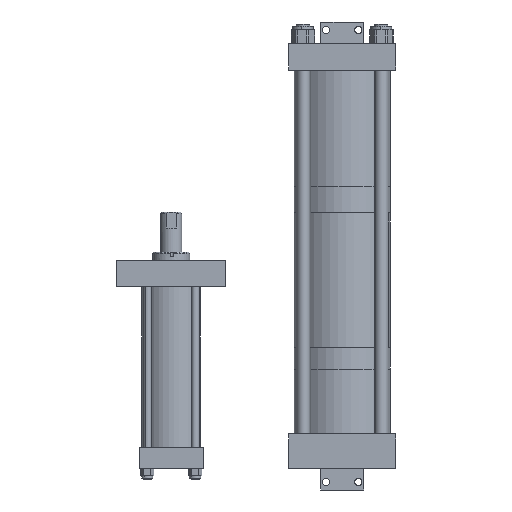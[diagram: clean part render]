
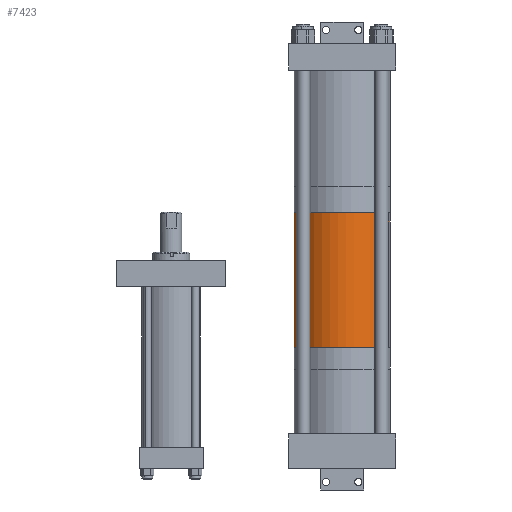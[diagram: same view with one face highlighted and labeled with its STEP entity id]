
A CAD part, front view. The second image highlights one B-rep face of the part: STEP entity #7423.
In plain terms, the highlighted cylindrical face has radius 57.15 mm (diameter 114.3 mm), a partial arc.
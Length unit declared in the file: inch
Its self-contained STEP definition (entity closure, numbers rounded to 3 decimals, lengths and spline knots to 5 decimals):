
#221 = DIRECTION ( 'NONE',  ( 1., 0., 0. ) ) ;
#314 = DIRECTION ( 'NONE',  ( 0., 0., -1. ) ) ;
#601 = DIRECTION ( 'NONE',  ( -1., 0., 0. ) ) ;
#607 = DIRECTION ( 'NONE',  ( 1., 0., 0. ) ) ;
#767 = AXIS2_PLACEMENT_3D ( 'NONE', #6138, #12957, #601 ) ;
#980 = VECTOR ( 'NONE', #314, 39.37008 ) ;
#1335 = CARTESIAN_POINT ( 'NONE',  ( -2.25, 0., 6.302 ) ) ;
#1392 = DIRECTION ( 'NONE',  ( 0., 0., 1. ) ) ;
#1761 = CIRCLE ( 'NONE', #12198, 2.25 ) ;
#2422 = ORIENTED_EDGE ( 'NONE', *, *, #14459, .F. ) ;
#4461 = CIRCLE ( 'NONE', #11210, 2.25 ) ;
#5400 = LINE ( 'NONE', #8440, #8885 ) ;
#5588 = EDGE_CURVE ( 'NONE', #12618, #6751, #5400, .T. ) ;
#6138 = CARTESIAN_POINT ( 'NONE',  ( 0., 0., 6.302 ) ) ;
#6361 = CARTESIAN_POINT ( 'NONE',  ( 2.25, 0., 6.302 ) ) ;
#6751 = VERTEX_POINT ( 'NONE', #8488 ) ;
#7334 = EDGE_LOOP ( 'NONE', ( #11703, #2422, #9158, #10520 ) ) ;
#7423 = ADVANCED_FACE ( 'NONE', ( #7829 ), #7646, .T. ) ;
#7646 = CYLINDRICAL_SURFACE ( 'NONE', #767, 2.25 ) ;
#7829 = FACE_OUTER_BOUND ( 'NONE', #7334, .T. ) ;
#8325 = CARTESIAN_POINT ( 'NONE',  ( 0., 0., 0. ) ) ;
#8438 = VERTEX_POINT ( 'NONE', #1335 ) ;
#8440 = CARTESIAN_POINT ( 'NONE',  ( 2.25, 0., 6.302 ) ) ;
#8488 = CARTESIAN_POINT ( 'NONE',  ( 2.25, 0., 0. ) ) ;
#8489 = EDGE_CURVE ( 'NONE', #8438, #13023, #10973, .T. ) ;
#8885 = VECTOR ( 'NONE', #10738, 39.37008 ) ;
#9158 = ORIENTED_EDGE ( 'NONE', *, *, #8489, .T. ) ;
#10007 = EDGE_CURVE ( 'NONE', #13023, #6751, #4461, .T. ) ;
#10520 = ORIENTED_EDGE ( 'NONE', *, *, #10007, .T. ) ;
#10583 = DIRECTION ( 'NONE',  ( 0., 0., 1. ) ) ;
#10738 = DIRECTION ( 'NONE',  ( 0., 0., -1. ) ) ;
#10973 = LINE ( 'NONE', #11535, #980 ) ;
#11210 = AXIS2_PLACEMENT_3D ( 'NONE', #8325, #10583, #607 ) ;
#11390 = CARTESIAN_POINT ( 'NONE',  ( 0., 0., 6.302 ) ) ;
#11535 = CARTESIAN_POINT ( 'NONE',  ( -2.25, 0., 6.302 ) ) ;
#11694 = CARTESIAN_POINT ( 'NONE',  ( -2.25, 0., 0. ) ) ;
#11703 = ORIENTED_EDGE ( 'NONE', *, *, #5588, .F. ) ;
#12198 = AXIS2_PLACEMENT_3D ( 'NONE', #11390, #1392, #221 ) ;
#12618 = VERTEX_POINT ( 'NONE', #6361 ) ;
#12957 = DIRECTION ( 'NONE',  ( 0., 0., -1. ) ) ;
#13023 = VERTEX_POINT ( 'NONE', #11694 ) ;
#14459 = EDGE_CURVE ( 'NONE', #8438, #12618, #1761, .T. ) ;
